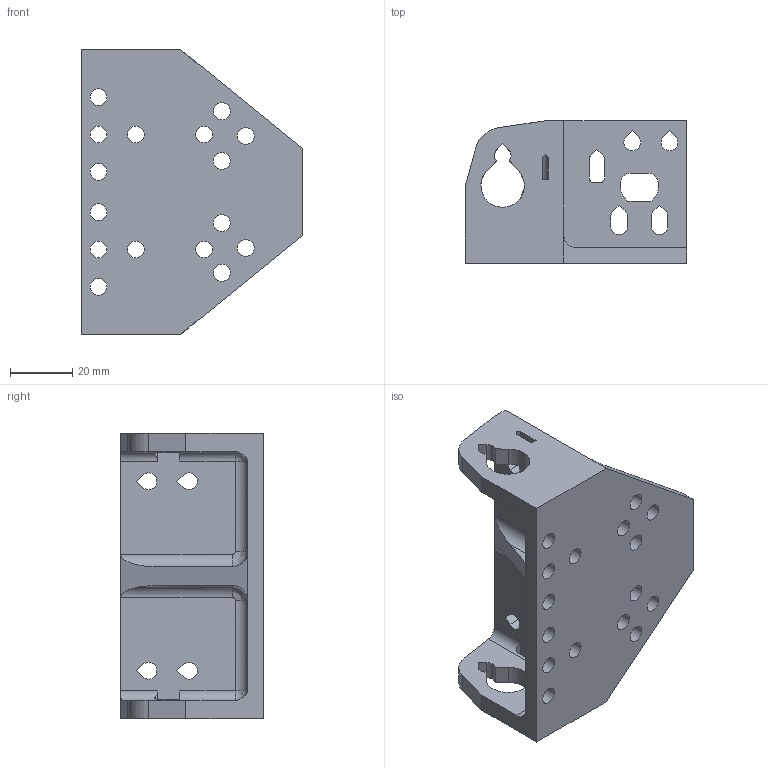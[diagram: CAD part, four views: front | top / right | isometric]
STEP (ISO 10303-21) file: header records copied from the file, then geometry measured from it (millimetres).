
FILE_DESCRIPTION( ( 'Unknown' ), '1' );
FILE_NAME( 'X-carriage.stp', 'Unknown', ( 'Ed Sells' ), ( 'University of Bath' ), 'XStep 1.0', 'Solid Edge v19', ' ' );
FILE_SCHEMA( ( 'CONFIG_CONTROL_DESIGN' ) );
Length unit declared in the file: millimetre
Products named in the file (1): 1
Bounding box: 71.2 x 46 x 92 mm (x, y, z)
Volume: 63632.2 mm3; surface area: 28198.5 mm2
Topology: 1 solids, 1 shells, 135 faces, 407 edges, 270 vertices
Faces by surface type: plane 73, cylinder 58, bspline 4
Full cylindrical faces by diameter (mm): 5.4 x16
Entity records: 4867 total; most frequent: CARTESIAN_POINT 1129, DIRECTION 757, ORIENTED_EDGE 746, EDGE_CURVE 373, AXIS2_PLACEMENT_3D 254, VERTEX_POINT 254, LINE 249, VECTOR 249
